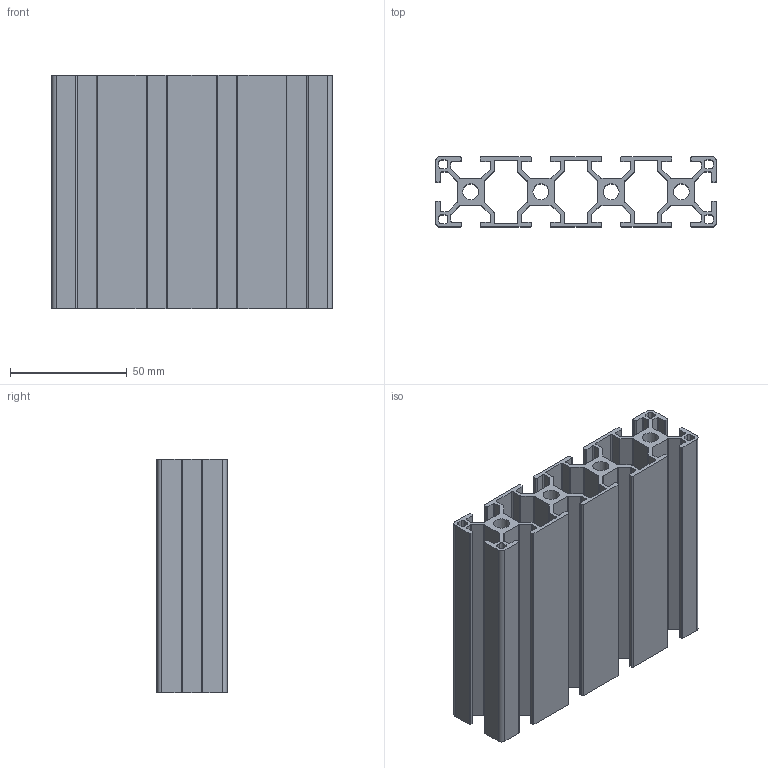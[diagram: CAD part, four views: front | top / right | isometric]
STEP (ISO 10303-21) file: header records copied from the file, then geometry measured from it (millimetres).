
FILE_DESCRIPTION(/* description */ ('PROF.ALL. 30X120 10C '),/* implementation_level */ '2;1');
FILE_NAME(/* name */ 'BPRDD0000621.stp',/* time_stamp */ '2018-02-23T11:51:10+01:00',/* author */ ('fzagni'),/* organization */ (''),/* preprocessor_version */ 'ST-DEVELOPER v16.1',/* originating_system */ 'Autodesk Inventor 2016',/* authorisation */ '');
FILE_SCHEMA (('AUTOMOTIVE_DESIGN { 1 0 10303 214 3 1 1 }'));
Length unit declared in the file: millimetre
Products named in the file (1): BPRDD0000621
Bounding box: 120 x 30 x 100 mm (x, y, z)
Volume: 102545.4 mm3; surface area: 99436.1 mm2
Topology: 1 solids, 1 shells, 318 faces, 948 edges, 632 vertices
Faces by surface type: cylinder 160, plane 158
Full cylindrical faces by diameter (mm): 6.8 x4
Entity records: 10820 total; most frequent: DIRECTION 1902, CARTESIAN_POINT 1895, ORIENTED_EDGE 1888, EDGE_CURVE 944, AXIS2_PLACEMENT_3D 639, VERTEX_POINT 632, LINE 624, VECTOR 624
